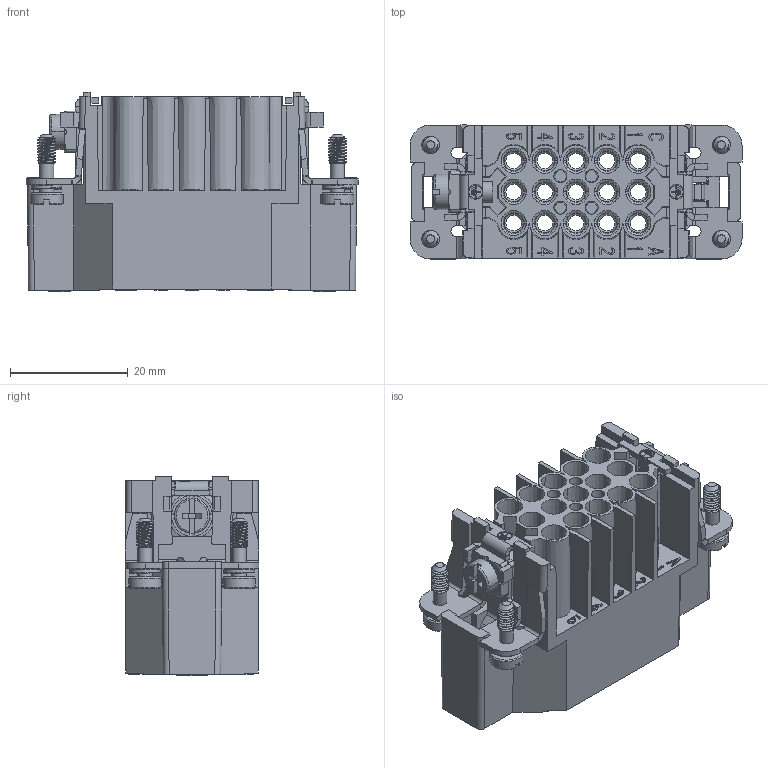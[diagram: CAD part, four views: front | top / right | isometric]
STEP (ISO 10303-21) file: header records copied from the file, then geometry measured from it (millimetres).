
FILE_DESCRIPTION(/* description */ (''),/* implementation_level */ '2;1');
FILE_NAME(/* name */ '3D_1250150100001_HD-015-MC_V1.2_stp_stp.stp',/* time_stamp */ '2023-11-30T15:42:47+08:00',/* author */ (''),/* organization */ (''),/* preprocessor_version */ 'ST-DEVELOPER v18.1',/* originating_system */ 'SIEMENS PLM Software NX 1980',/* authorisation */ '');
FILE_SCHEMA (('AP203_CONFIGURATION_CONTROLLED_3D_DESIGN_OF_MECHANICAL_PARTS_AND_ASSEMBLIES_MIM_LF { 1 0 10303 403 2 1 2}'));
Products named in the file (1): ylga3B1894F6x0h8
Bounding box: 56.5 x 22.8 x 33.88 mm (x, y, z)
Volume: 12488.1 mm3; surface area: 17884.7 mm2
Topology: 1 solids, 7 shells, 1976 faces, 5408 edges, 3538 vertices
Faces by surface type: plane 1406, cone 258, cylinder 209, bspline 64, torus 31, sphere 8
Full cylindrical faces by diameter (mm): 2.4 x8, 3.5 x3, 4.7 x1, 5.6 x4
Entity records: 76632 total; most frequent: CARTESIAN_POINT 25944, ORIENTED_EDGE 10698, DIRECTION 9375, EDGE_CURVE 5349, LINE 3957, VECTOR 3957, VERTEX_POINT 3522, AXIS2_PLACEMENT_3D 2709
